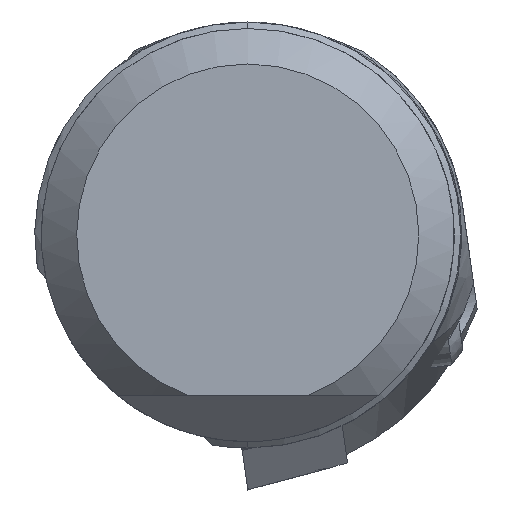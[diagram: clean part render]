
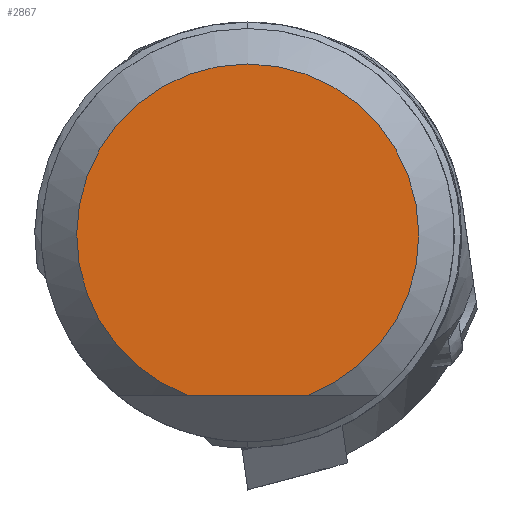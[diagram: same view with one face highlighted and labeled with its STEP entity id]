
A CAD part, left-side view. The second image highlights one B-rep face of the part: STEP entity #2867.
In plain terms, the highlighted planar face has unit normal (-1, 0, 0).
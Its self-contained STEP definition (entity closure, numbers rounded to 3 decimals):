
#535 = LINE ( 'NONE', #2319, #2089 ) ;
#737 = EDGE_CURVE ( 'NONE', #1700, #3449, #1082, .T. ) ;
#869 = DIRECTION ( 'NONE',  ( 0., 0., 1. ) ) ;
#892 = DIRECTION ( 'NONE',  ( 0., 0., -1. ) ) ;
#1082 = CIRCLE ( 'NONE', #1228, 6.625 ) ;
#1228 = AXIS2_PLACEMENT_3D ( 'NONE', #1258, #3296, #869 ) ;
#1239 = PLANE ( 'NONE',  #4228 ) ;
#1258 = CARTESIAN_POINT ( 'NONE',  ( 0., 0., 0. ) ) ;
#1397 = EDGE_CURVE ( 'NONE', #1700, #3449, #535, .T. ) ;
#1700 = VERTEX_POINT ( 'NONE', #2519 ) ;
#1931 = DIRECTION ( 'NONE',  ( 0., 1., 0. ) ) ;
#1970 = ORIENTED_EDGE ( 'NONE', *, *, #737, .T. ) ;
#2089 = VECTOR ( 'NONE', #1931, 1000. ) ;
#2319 = CARTESIAN_POINT ( 'NONE',  ( 0., -10.025, -6.2 ) ) ;
#2519 = CARTESIAN_POINT ( 'NONE',  ( 0., -2.335, -6.2 ) ) ;
#2624 = CARTESIAN_POINT ( 'NONE',  ( 0., 0., 0. ) ) ;
#2867 = ADVANCED_FACE ( 'NONE', ( #3273 ), #1239, .F. ) ;
#3122 = EDGE_LOOP ( 'NONE', ( #1970, #3332 ) ) ;
#3273 = FACE_OUTER_BOUND ( 'NONE', #3122, .T. ) ;
#3296 = DIRECTION ( 'NONE',  ( -1., 0., 0. ) ) ;
#3332 = ORIENTED_EDGE ( 'NONE', *, *, #1397, .F. ) ;
#3449 = VERTEX_POINT ( 'NONE', #3800 ) ;
#3800 = CARTESIAN_POINT ( 'NONE',  ( 0., 2.335, -6.2 ) ) ;
#3987 = DIRECTION ( 'NONE',  ( 1., 0., 0. ) ) ;
#4228 = AXIS2_PLACEMENT_3D ( 'NONE', #2624, #3987, #892 ) ;
